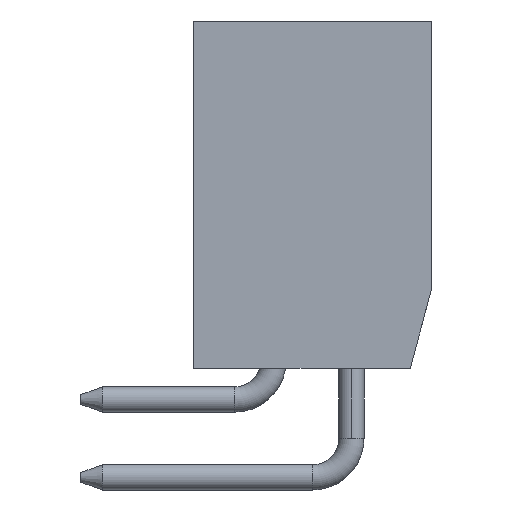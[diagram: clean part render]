
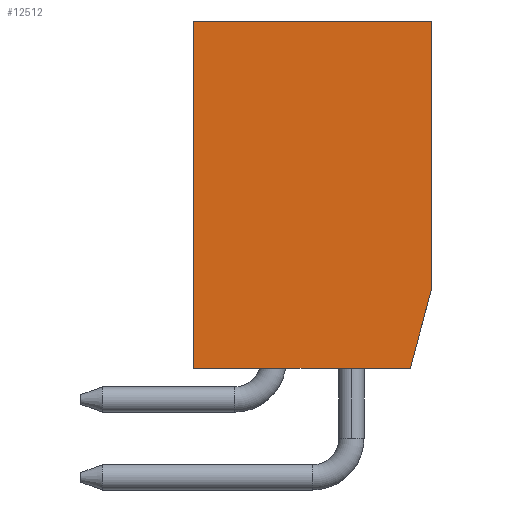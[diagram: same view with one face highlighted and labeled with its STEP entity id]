
A CAD part, left-side view. The second image highlights one B-rep face of the part: STEP entity #12512.
In plain terms, the highlighted planar face has unit normal (-1, 0, 0).
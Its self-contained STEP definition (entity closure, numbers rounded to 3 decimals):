
#522 = VECTOR ( 'NONE', #6871, 1000. ) ;
#669 = DIRECTION ( 'NONE',  ( 1., 0., 0. ) ) ;
#756 = LINE ( 'NONE', #13424, #1490 ) ;
#860 = VERTEX_POINT ( 'NONE', #9634 ) ;
#1163 = ORIENTED_EDGE ( 'NONE', *, *, #11054, .F. ) ;
#1266 = CARTESIAN_POINT ( 'NONE',  ( -7.3, -3.05, 8.9 ) ) ;
#1490 = VECTOR ( 'NONE', #4374, 1000. ) ;
#1714 = PLANE ( 'NONE',  #14115 ) ;
#2060 = LINE ( 'NONE', #2213, #4782 ) ;
#2137 = DIRECTION ( 'NONE',  ( 0., -0.259, 0.966 ) ) ;
#2213 = CARTESIAN_POINT ( 'NONE',  ( -7.3, 3.05, 8.9 ) ) ;
#2554 = LINE ( 'NONE', #3543, #12275 ) ;
#3500 = ORIENTED_EDGE ( 'NONE', *, *, #10485, .F. ) ;
#3543 = CARTESIAN_POINT ( 'NONE',  ( -7.3, -3.05, 0. ) ) ;
#3679 = DIRECTION ( 'NONE',  ( 0., -1., 0. ) ) ;
#4374 = DIRECTION ( 'NONE',  ( 0., -1., 0. ) ) ;
#4375 = VERTEX_POINT ( 'NONE', #11719 ) ;
#4394 = ORIENTED_EDGE ( 'NONE', *, *, #14103, .T. ) ;
#4677 = CARTESIAN_POINT ( 'NONE',  ( -7.3, 3.05, 8.9 ) ) ;
#4782 = VECTOR ( 'NONE', #6677, 1000. ) ;
#5659 = VERTEX_POINT ( 'NONE', #13978 ) ;
#6496 = VECTOR ( 'NONE', #2137, 1000. ) ;
#6677 = DIRECTION ( 'NONE',  ( 0., 0., -1. ) ) ;
#6871 = DIRECTION ( 'NONE',  ( 0., 0., -1. ) ) ;
#7496 = EDGE_CURVE ( 'NONE', #5659, #4375, #10048, .T. ) ;
#8076 = EDGE_CURVE ( 'NONE', #860, #5659, #2554, .T. ) ;
#8737 = ORIENTED_EDGE ( 'NONE', *, *, #8076, .T. ) ;
#9160 = VERTEX_POINT ( 'NONE', #12364 ) ;
#9634 = CARTESIAN_POINT ( 'NONE',  ( -7.3, 3.05, 0. ) ) ;
#10048 = LINE ( 'NONE', #10120, #6496 ) ;
#10120 = CARTESIAN_POINT ( 'NONE',  ( -7.3, -3.05, 2. ) ) ;
#10418 = FACE_OUTER_BOUND ( 'NONE', #13346, .T. ) ;
#10485 = EDGE_CURVE ( 'NONE', #9160, #4375, #11382, .T. ) ;
#10516 = VERTEX_POINT ( 'NONE', #4677 ) ;
#11054 = EDGE_CURVE ( 'NONE', #10516, #9160, #756, .T. ) ;
#11382 = LINE ( 'NONE', #1266, #522 ) ;
#11719 = CARTESIAN_POINT ( 'NONE',  ( -7.3, -3.05, 2. ) ) ;
#11732 = ORIENTED_EDGE ( 'NONE', *, *, #7496, .T. ) ;
#12275 = VECTOR ( 'NONE', #3679, 1000. ) ;
#12364 = CARTESIAN_POINT ( 'NONE',  ( -7.3, -3.05, 8.9 ) ) ;
#12512 = ADVANCED_FACE ( 'NONE', ( #10418 ), #1714, .F. ) ;
#12970 = DIRECTION ( 'NONE',  ( 0., 0., -1. ) ) ;
#13256 = CARTESIAN_POINT ( 'NONE',  ( -7.3, -3.05, 8.9 ) ) ;
#13346 = EDGE_LOOP ( 'NONE', ( #8737, #11732, #3500, #1163, #4394 ) ) ;
#13424 = CARTESIAN_POINT ( 'NONE',  ( -7.3, -3.05, 8.9 ) ) ;
#13978 = CARTESIAN_POINT ( 'NONE',  ( -7.3, -2.514, 0. ) ) ;
#14103 = EDGE_CURVE ( 'NONE', #10516, #860, #2060, .T. ) ;
#14115 = AXIS2_PLACEMENT_3D ( 'NONE', #13256, #669, #12970 ) ;
